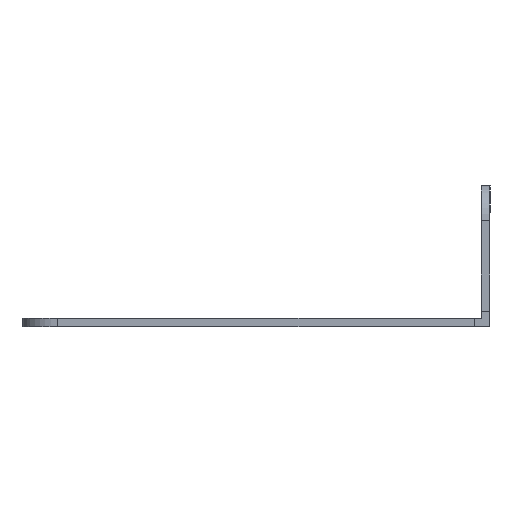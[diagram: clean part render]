
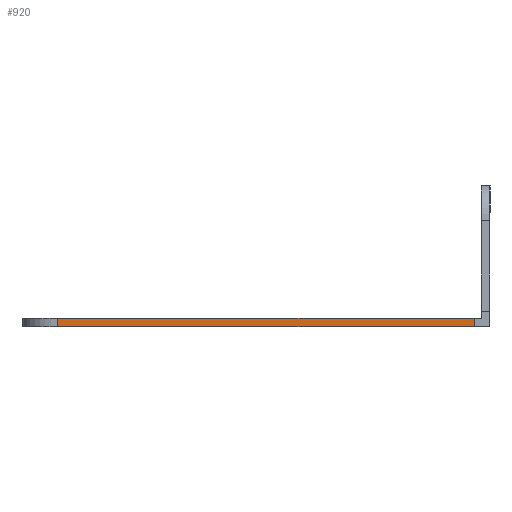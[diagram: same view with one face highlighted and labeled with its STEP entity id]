
A CAD part, left-side view. The second image highlights one B-rep face of the part: STEP entity #920.
In plain terms, the highlighted planar face has unit normal (-1, 0, 0).
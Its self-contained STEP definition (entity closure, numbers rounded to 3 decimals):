
#107 = LINE ( 'NONE', #3375, #3199 ) ;
#148 = ORIENTED_EDGE ( 'NONE', *, *, #1896, .F. ) ;
#276 = CARTESIAN_POINT ( 'NONE',  ( -186.5, 26.9, -1.2 ) ) ;
#293 = EDGE_CURVE ( 'NONE', #2709, #1316, #107, .T. ) ;
#330 = AXIS2_PLACEMENT_3D ( 'NONE', #3461, #775, #2660 ) ;
#374 = CARTESIAN_POINT ( 'NONE',  ( -186.5, 26.9, -1.2 ) ) ;
#458 = CARTESIAN_POINT ( 'NONE',  ( -186.5, -31.9, 0. ) ) ;
#775 = DIRECTION ( 'NONE',  ( -1., 0., 0. ) ) ;
#920 = ADVANCED_FACE ( 'NONE', ( #1675 ), #2882, .T. ) ;
#941 = CARTESIAN_POINT ( 'NONE',  ( -186.5, 26.9, 0. ) ) ;
#1118 = VECTOR ( 'NONE', #1194, 1000. ) ;
#1194 = DIRECTION ( 'NONE',  ( 0., -1., 0. ) ) ;
#1226 = ORIENTED_EDGE ( 'NONE', *, *, #1964, .T. ) ;
#1316 = VERTEX_POINT ( 'NONE', #458 ) ;
#1443 = LINE ( 'NONE', #2620, #2550 ) ;
#1580 = VERTEX_POINT ( 'NONE', #941 ) ;
#1675 = FACE_OUTER_BOUND ( 'NONE', #3187, .T. ) ;
#1715 = LINE ( 'NONE', #276, #2350 ) ;
#1896 = EDGE_CURVE ( 'NONE', #1580, #1316, #2260, .T. ) ;
#1903 = ORIENTED_EDGE ( 'NONE', *, *, #2027, .T. ) ;
#1953 = ORIENTED_EDGE ( 'NONE', *, *, #293, .T. ) ;
#1964 = EDGE_CURVE ( 'NONE', #2152, #2709, #1443, .T. ) ;
#2027 = EDGE_CURVE ( 'NONE', #1580, #2152, #1715, .T. ) ;
#2152 = VERTEX_POINT ( 'NONE', #374 ) ;
#2260 = LINE ( 'NONE', #3335, #1118 ) ;
#2350 = VECTOR ( 'NONE', #2740, 1000. ) ;
#2399 = CARTESIAN_POINT ( 'NONE',  ( -186.5, -31.9, -1.2 ) ) ;
#2519 = DIRECTION ( 'NONE',  ( 0., 0., 1. ) ) ;
#2550 = VECTOR ( 'NONE', #3441, 1000. ) ;
#2620 = CARTESIAN_POINT ( 'NONE',  ( -186.5, 31.9, -1.2 ) ) ;
#2660 = DIRECTION ( 'NONE',  ( 0., 0., 1. ) ) ;
#2709 = VERTEX_POINT ( 'NONE', #2399 ) ;
#2740 = DIRECTION ( 'NONE',  ( 0., 0., -1. ) ) ;
#2882 = PLANE ( 'NONE',  #330 ) ;
#3187 = EDGE_LOOP ( 'NONE', ( #148, #1903, #1226, #1953 ) ) ;
#3199 = VECTOR ( 'NONE', #2519, 1000. ) ;
#3335 = CARTESIAN_POINT ( 'NONE',  ( -186.5, 31.9, 0. ) ) ;
#3375 = CARTESIAN_POINT ( 'NONE',  ( -186.5, -31.9, -1.2 ) ) ;
#3441 = DIRECTION ( 'NONE',  ( 0., -1., 0. ) ) ;
#3461 = CARTESIAN_POINT ( 'NONE',  ( -186.5, 31.9, -1.2 ) ) ;
